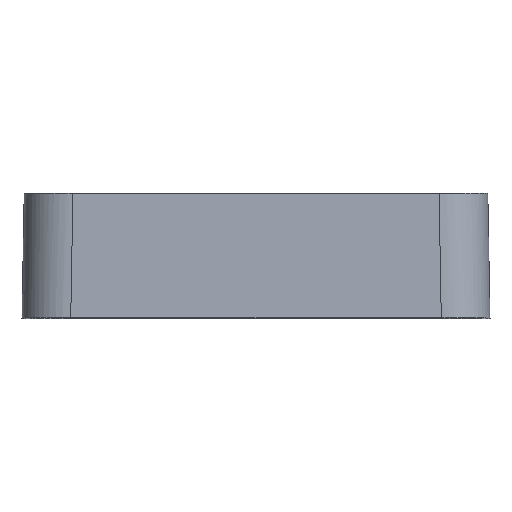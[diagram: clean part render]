
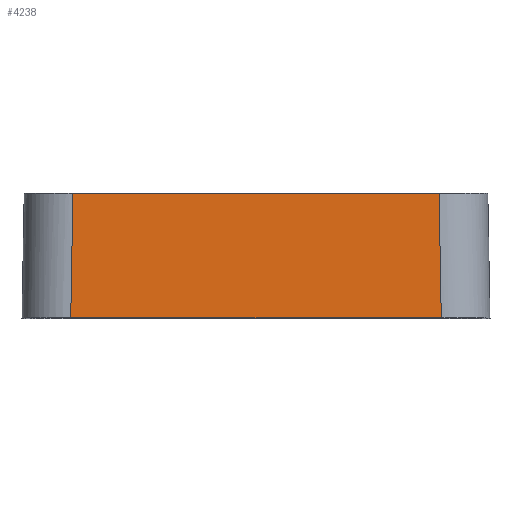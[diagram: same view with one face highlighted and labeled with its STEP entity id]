
A CAD part, top view. The second image highlights one B-rep face of the part: STEP entity #4238.
In plain terms, the highlighted planar face has unit normal (0, 0.018, 1).
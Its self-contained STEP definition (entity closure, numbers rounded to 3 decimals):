
#50=CARTESIAN_POINT('',(-23.472,16.,32.721));
#1257=DIRECTION('',(1.,0.,0.));
#1258=VECTOR('',#1257,47.502);
#1259=CARTESIAN_POINT('',(-23.751,0.,33.));
#1260=LINE('',#1259,#1258);
#1269=CARTESIAN_POINT('',(23.751,0.,33.));
#1303=CARTESIAN_POINT('',(-23.751,0.,33.));
#1333=DIRECTION('',(-0.017,-1.,0.017));
#1334=VECTOR('',#1333,16.005);
#1335=CARTESIAN_POINT('',(-23.472,16.,32.721));
#1336=LINE('',#1335,#1334);
#1337=DIRECTION('',(1.,0.,0.));
#1338=VECTOR('',#1337,46.943);
#1339=CARTESIAN_POINT('',(-23.472,16.,32.721));
#1340=LINE('',#1339,#1338);
#1341=DIRECTION('',(0.017,-1.,0.017));
#1342=VECTOR('',#1341,16.005);
#1343=CARTESIAN_POINT('',(23.472,16.,32.721));
#1344=LINE('',#1343,#1342);
#1862=VERTEX_POINT('',#1269);
#1863=CARTESIAN_POINT('',(23.472,16.,32.721));
#1864=VERTEX_POINT('',#1863);
#1873=VERTEX_POINT('',#1303);
#2227=VERTEX_POINT('',#50);
#4225=CARTESIAN_POINT('',(-32.087,0.,33.));
#4226=DIRECTION('',(0.,0.017,1.));
#4227=DIRECTION('',(-1.,0.,0.));
#4228=AXIS2_PLACEMENT_3D('',#4225,#4226,#4227);
#4229=PLANE('',#4228);
#4230=ORIENTED_EDGE('',*,*,#4190,.F.);
#4232=ORIENTED_EDGE('',*,*,#4231,.F.);
#4233=ORIENTED_EDGE('',*,*,#2273,.T.);
#4235=ORIENTED_EDGE('',*,*,#4234,.T.);
#4236=EDGE_LOOP('',(#4230,#4232,#4233,#4235));
#4237=FACE_OUTER_BOUND('',#4236,.F.);
#4238=ADVANCED_FACE('',(#4237),#4229,.T.);
#2273=EDGE_CURVE('',#2227,#1864,#1340,.T.);
#4190=EDGE_CURVE('',#1873,#1862,#1260,.T.);
#4231=EDGE_CURVE('',#2227,#1873,#1336,.T.);
#4234=EDGE_CURVE('',#1864,#1862,#1344,.T.);
